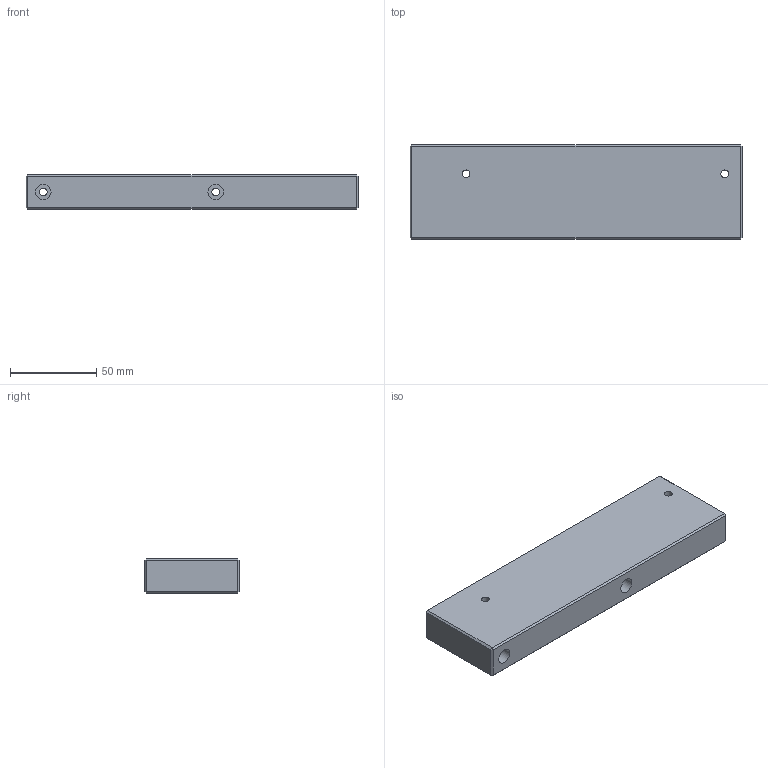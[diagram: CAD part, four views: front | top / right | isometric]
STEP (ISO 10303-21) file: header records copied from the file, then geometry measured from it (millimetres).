
FILE_DESCRIPTION(/* description */ (''),/* implementation_level */ '2;1');
FILE_NAME(/* name */ 'PSU Mount v1.step',/* time_stamp */ '2021-06-14T11:26:28+02:00',/* author */ (''),/* organization */ (''),/* preprocessor_version */ 'ST-DEVELOPER v18.1',/* originating_system */ 'Autodesk Translation Framework v10.9.0.1377',/* authorisation */ '');
FILE_SCHEMA (('AUTOMOTIVE_DESIGN { 1 0 10303 214 3 1 1 }'));
Length unit declared in the file: millimetre
Products named in the file (1): PSU Mount
Bounding box: 192.5 x 55 x 20 mm (x, y, z)
Volume: 203586.3 mm3; surface area: 33993.6 mm2
Topology: 1 solids, 1 shells, 38 faces, 72 edges, 40 vertices
Faces by surface type: plane 30, cylinder 8
Full cylindrical faces by diameter (mm): 4.5 x4, 9 x4
Entity records: 969 total; most frequent: DIRECTION 166, CARTESIAN_POINT 151, ORIENTED_EDGE 144, EDGE_CURVE 72, LINE 56, VECTOR 56, AXIS2_PLACEMENT_3D 55, EDGE_LOOP 50
